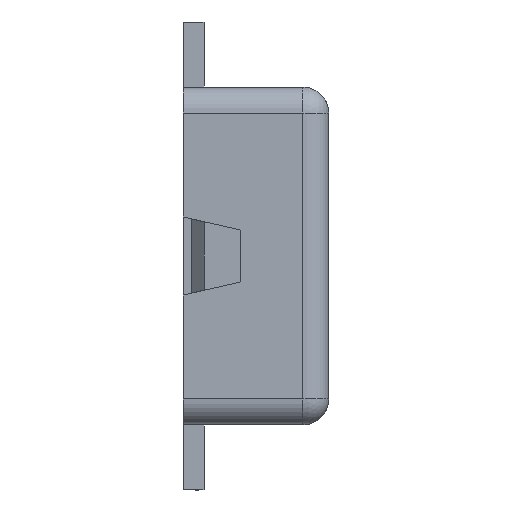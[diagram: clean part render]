
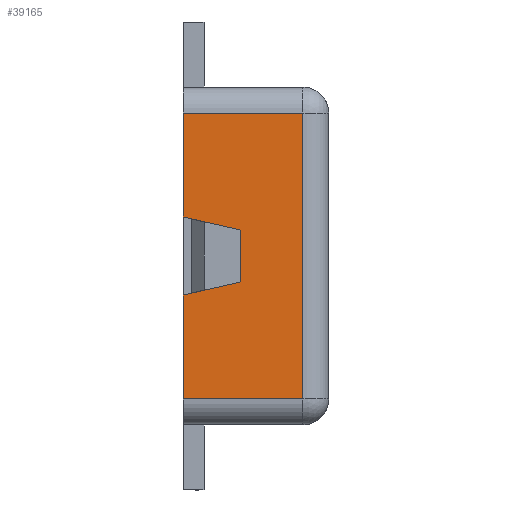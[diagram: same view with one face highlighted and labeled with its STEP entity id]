
A CAD part, left-side view. The second image highlights one B-rep face of the part: STEP entity #39165.
In plain terms, the highlighted planar face has unit normal (-1, 0, 0).
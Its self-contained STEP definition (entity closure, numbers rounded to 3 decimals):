
#780 = LINE ( 'NONE', #28290, #39885 ) ;
#1009 = EDGE_CURVE ( 'NONE', #26251, #43563, #36941, .T. ) ;
#1916 = PLANE ( 'NONE',  #26952 ) ;
#3644 = LINE ( 'NONE', #26861, #32736 ) ;
#4658 = CARTESIAN_POINT ( 'NONE',  ( -9.23, 0.48, 0.21 ) ) ;
#5739 = DIRECTION ( 'NONE',  ( 0., 0., -1. ) ) ;
#5870 = ORIENTED_EDGE ( 'NONE', *, *, #18254, .T. ) ;
#6227 = ORIENTED_EDGE ( 'NONE', *, *, #33269, .F. ) ;
#6984 = LINE ( 'NONE', #4658, #46045 ) ;
#7902 = DIRECTION ( 'NONE',  ( 0., 0., 1. ) ) ;
#8622 = ORIENTED_EDGE ( 'NONE', *, *, #48428, .F. ) ;
#11318 = LINE ( 'NONE', #42520, #20223 ) ;
#11395 = VERTEX_POINT ( 'NONE', #40013 ) ;
#11484 = VERTEX_POINT ( 'NONE', #44280 ) ;
#11512 = ORIENTED_EDGE ( 'NONE', *, *, #1009, .T. ) ;
#11818 = DIRECTION ( 'NONE',  ( 0., -1., 0. ) ) ;
#12183 = FACE_OUTER_BOUND ( 'NONE', #37614, .T. ) ;
#12225 = VECTOR ( 'NONE', #7902, 1000. ) ;
#13027 = ORIENTED_EDGE ( 'NONE', *, *, #17425, .F. ) ;
#13189 = CARTESIAN_POINT ( 'NONE',  ( -9.23, 0.7, -0.15 ) ) ;
#14983 = VECTOR ( 'NONE', #26773, 1000. ) ;
#16519 = VERTEX_POINT ( 'NONE', #46021 ) ;
#17015 = CARTESIAN_POINT ( 'NONE',  ( -9.23, 0.27, 0.45 ) ) ;
#17425 = EDGE_CURVE ( 'NONE', #20745, #30156, #11318, .T. ) ;
#17579 = VERTEX_POINT ( 'NONE', #32183 ) ;
#18254 = EDGE_CURVE ( 'NONE', #11395, #11484, #780, .T. ) ;
#18322 = CARTESIAN_POINT ( 'NONE',  ( -9.23, 0.48, -0.1 ) ) ;
#18433 = CARTESIAN_POINT ( 'NONE',  ( -9.23, 0.7, -0.55 ) ) ;
#20223 = VECTOR ( 'NONE', #27499, 1000. ) ;
#20745 = VERTEX_POINT ( 'NONE', #46171 ) ;
#22320 = LINE ( 'NONE', #30476, #12225 ) ;
#22875 = ORIENTED_EDGE ( 'NONE', *, *, #45518, .F. ) ;
#23079 = VECTOR ( 'NONE', #11818, 1000. ) ;
#23540 = DIRECTION ( 'NONE',  ( 0., 0., 1. ) ) ;
#26251 = VERTEX_POINT ( 'NONE', #44040 ) ;
#26773 = DIRECTION ( 'NONE',  ( 0., 0., 1. ) ) ;
#26846 = VECTOR ( 'NONE', #29762, 1000. ) ;
#26861 = CARTESIAN_POINT ( 'NONE',  ( -9.23, 0.24, 0.45 ) ) ;
#26952 = AXIS2_PLACEMENT_3D ( 'NONE', #17015, #28468, #5739 ) ;
#27499 = DIRECTION ( 'NONE',  ( 0., 1., 0. ) ) ;
#28290 = CARTESIAN_POINT ( 'NONE',  ( -9.23, 0.7, 0.15 ) ) ;
#28468 = DIRECTION ( 'NONE',  ( -1., 0., 0. ) ) ;
#29034 = EDGE_CURVE ( 'NONE', #30156, #43563, #22320, .T. ) ;
#29762 = DIRECTION ( 'NONE',  ( 0., 0.975, -0.222 ) ) ;
#30156 = VERTEX_POINT ( 'NONE', #18433 ) ;
#30476 = CARTESIAN_POINT ( 'NONE',  ( -9.23, 0.7, -0.58 ) ) ;
#31384 = EDGE_CURVE ( 'NONE', #16519, #20745, #3644, .T. ) ;
#32131 = DIRECTION ( 'NONE',  ( 0., -0.975, -0.222 ) ) ;
#32183 = CARTESIAN_POINT ( 'NONE',  ( -9.23, 0.7, 0.55 ) ) ;
#32736 = VECTOR ( 'NONE', #38286, 1000. ) ;
#33269 = EDGE_CURVE ( 'NONE', #26251, #11484, #6984, .T. ) ;
#34631 = ORIENTED_EDGE ( 'NONE', *, *, #31384, .F. ) ;
#35129 = LINE ( 'NONE', #45625, #14983 ) ;
#36014 = ORIENTED_EDGE ( 'NONE', *, *, #29034, .F. ) ;
#36941 = LINE ( 'NONE', #18322, #26846 ) ;
#37614 = EDGE_LOOP ( 'NONE', ( #6227, #11512, #36014, #13027, #34631, #8622, #22875, #5870 ) ) ;
#38286 = DIRECTION ( 'NONE',  ( 0., 0., -1. ) ) ;
#39165 = ADVANCED_FACE ( 'NONE', ( #12183 ), #1916, .T. ) ;
#39885 = VECTOR ( 'NONE', #32131, 1000. ) ;
#40013 = CARTESIAN_POINT ( 'NONE',  ( -9.23, 0.7, 0.15 ) ) ;
#42102 = CARTESIAN_POINT ( 'NONE',  ( -9.23, 0.27, 0.55 ) ) ;
#42520 = CARTESIAN_POINT ( 'NONE',  ( -9.23, 0.7, -0.55 ) ) ;
#43187 = LINE ( 'NONE', #42102, #23079 ) ;
#43563 = VERTEX_POINT ( 'NONE', #13189 ) ;
#44040 = CARTESIAN_POINT ( 'NONE',  ( -9.23, 0.48, -0.1 ) ) ;
#44280 = CARTESIAN_POINT ( 'NONE',  ( -9.23, 0.48, 0.1 ) ) ;
#45518 = EDGE_CURVE ( 'NONE', #11395, #17579, #35129, .T. ) ;
#45625 = CARTESIAN_POINT ( 'NONE',  ( -9.23, 0.7, -0.58 ) ) ;
#46021 = CARTESIAN_POINT ( 'NONE',  ( -9.23, 0.24, 0.55 ) ) ;
#46045 = VECTOR ( 'NONE', #23540, 1000. ) ;
#46171 = CARTESIAN_POINT ( 'NONE',  ( -9.23, 0.24, -0.55 ) ) ;
#48428 = EDGE_CURVE ( 'NONE', #17579, #16519, #43187, .T. ) ;
